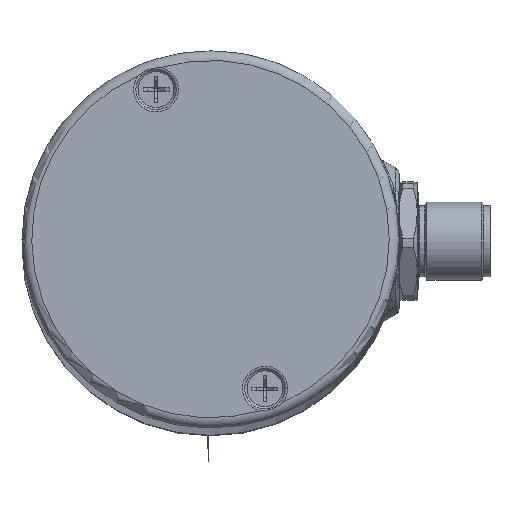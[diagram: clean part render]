
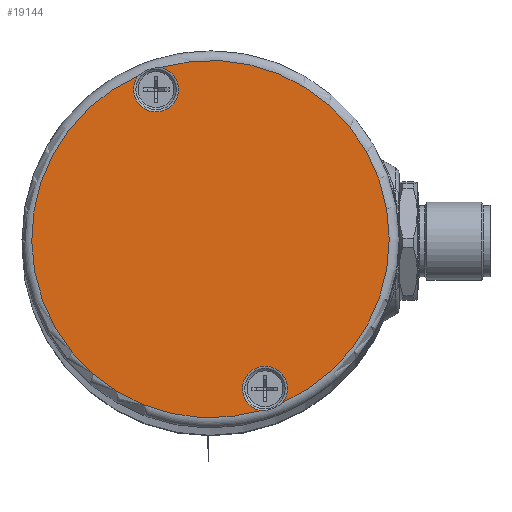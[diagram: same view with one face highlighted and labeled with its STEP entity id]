
A CAD part, top view. The second image highlights one B-rep face of the part: STEP entity #19144.
In plain terms, the highlighted planar face has unit normal (0, 0.022, 1).
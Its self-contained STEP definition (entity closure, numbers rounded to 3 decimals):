
#19074=CARTESIAN_POINT('',(0.255,34.068,46.023));
#19075=DIRECTION('',(0.,-0.022,-1.));
#19076=DIRECTION('',(-1.0,0.0,0.0));
#19077=AXIS2_PLACEMENT_3D('',#19074,#19075,#19076);
#19078=PLANE('',#19077);
#19079=CARTESIAN_POINT('',(7.931,7.667,46.614));
#19080=VERTEX_POINT('',#19079);
#19081=CARTESIAN_POINT('',(-10.839,59.224,45.458));
#19082=VERTEX_POINT('',#19081);
#19083=CARTESIAN_POINT('',(0.255,34.068,46.023));
#19084=DIRECTION('',(0.0,-0.022,-1.));
#19085=DIRECTION('',(-1.0,0.0,0.0));
#19086=AXIS2_PLACEMENT_3D('',#19083,#19084,#19085);
#19087=CIRCLE('',#19086,27.5);
#19088=EDGE_CURVE('',#19080,#19082,#19087,.T.);
#19089=ORIENTED_EDGE('',*,*,#19088,.F.);
#19090=CARTESIAN_POINT('',(12.092,11.051,46.539));
#19091=VERTEX_POINT('',#19090);
#19092=CARTESIAN_POINT('',(8.635,11.051,46.539));
#19093=DIRECTION('',(0.0,0.022,1.));
#19094=DIRECTION('',(-1.0,0.0,0.0));
#19095=AXIS2_PLACEMENT_3D('',#19092,#19093,#19094);
#19096=CIRCLE('',#19095,3.457);
#19097=EDGE_CURVE('',#19091,#19080,#19096,.T.);
#19098=ORIENTED_EDGE('',*,*,#19097,.F.);
#19099=CARTESIAN_POINT('',(11.35,8.912,46.587));
#19100=VERTEX_POINT('',#19099);
#19101=CARTESIAN_POINT('',(8.635,11.051,46.539));
#19102=DIRECTION('',(0.0,0.022,1.));
#19103=DIRECTION('',(-1.0,0.0,0.0));
#19104=AXIS2_PLACEMENT_3D('',#19101,#19102,#19103);
#19105=CIRCLE('',#19104,3.457);
#19106=EDGE_CURVE('',#19100,#19091,#19105,.T.);
#19107=ORIENTED_EDGE('',*,*,#19106,.F.);
#19108=CARTESIAN_POINT('',(27.755,34.068,46.023));
#19109=VERTEX_POINT('',#19108);
#19110=CARTESIAN_POINT('',(0.255,34.068,46.023));
#19111=DIRECTION('',(0.0,-0.022,-1.));
#19112=DIRECTION('',(-1.0,0.0,0.0));
#19113=AXIS2_PLACEMENT_3D('',#19110,#19111,#19112);
#19114=CIRCLE('',#19113,27.5);
#19115=EDGE_CURVE('',#19109,#19100,#19114,.T.);
#19116=ORIENTED_EDGE('',*,*,#19115,.F.);
#19117=CARTESIAN_POINT('',(-7.42,60.468,45.431));
#19118=VERTEX_POINT('',#19117);
#19119=CARTESIAN_POINT('',(0.255,34.068,46.023));
#19120=DIRECTION('',(0.0,-0.022,-1.));
#19121=DIRECTION('',(-1.0,0.0,0.0));
#19122=AXIS2_PLACEMENT_3D('',#19119,#19120,#19121);
#19123=CIRCLE('',#19122,27.5);
#19124=EDGE_CURVE('',#19118,#19109,#19123,.T.);
#19125=ORIENTED_EDGE('',*,*,#19124,.F.);
#19126=CARTESIAN_POINT('',(-4.667,57.085,45.506));
#19127=VERTEX_POINT('',#19126);
#19128=CARTESIAN_POINT('',(-8.124,57.085,45.506));
#19129=DIRECTION('',(0.0,0.022,1.));
#19130=DIRECTION('',(-1.0,0.0,0.0));
#19131=AXIS2_PLACEMENT_3D('',#19128,#19129,#19130);
#19132=CIRCLE('',#19131,3.457);
#19133=EDGE_CURVE('',#19127,#19118,#19132,.T.);
#19134=ORIENTED_EDGE('',*,*,#19133,.F.);
#19135=CARTESIAN_POINT('',(-8.124,57.085,45.506));
#19136=DIRECTION('',(0.0,0.022,1.));
#19137=DIRECTION('',(-1.0,0.0,0.0));
#19138=AXIS2_PLACEMENT_3D('',#19135,#19136,#19137);
#19139=CIRCLE('',#19138,3.457);
#19140=EDGE_CURVE('',#19082,#19127,#19139,.T.);
#19141=ORIENTED_EDGE('',*,*,#19140,.F.);
#19142=EDGE_LOOP('',(#19089,#19098,#19107,#19116,#19125,#19134,#19141));
#19143=FACE_OUTER_BOUND('',#19142,.T.);
#19144=ADVANCED_FACE('',(#19143),#19078,.F.);
